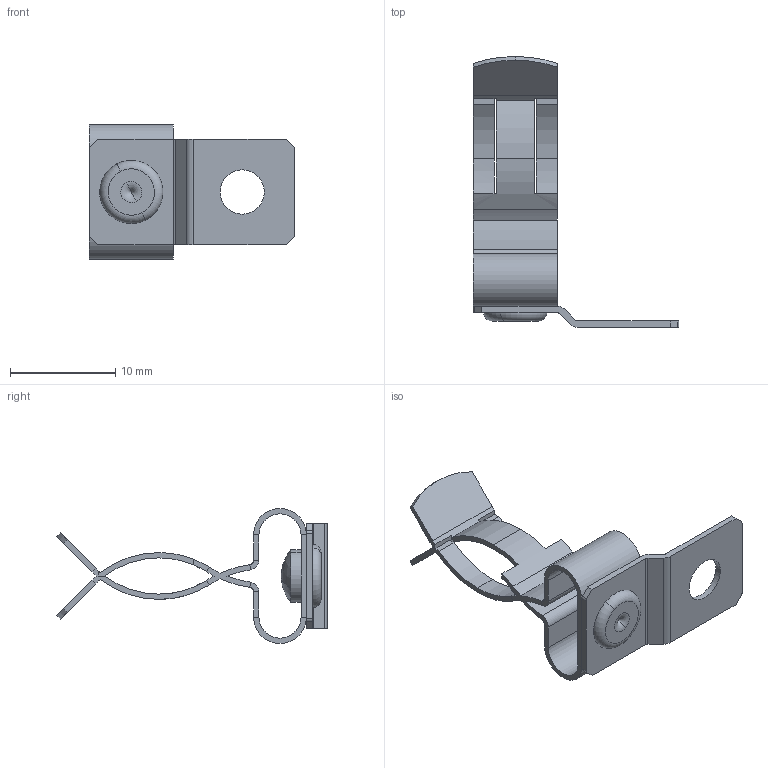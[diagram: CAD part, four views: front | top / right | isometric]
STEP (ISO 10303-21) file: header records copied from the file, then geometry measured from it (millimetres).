
FILE_DESCRIPTION (( 'STEP AP214' ), '1' );
FILE_NAME ('27246_0_SABKM12_D_M4.STEP', '2018-06-11T05:27:59', ( 'Windows-Benutzer' ), ( '' ), 'SwSTEP 2.0', 'SolidWorks 2017', '' );
FILE_SCHEMA (( 'AUTOMOTIVE_DESIGN' ));
Length unit declared in the file: millimetre
Products named in the file (1): 27246_0_SABKM12_D_M4
Bounding box: 19.52 x 25.7 x 12.8 mm (x, y, z)
Volume: 393.6 mm3; surface area: 1529.4 mm2
Topology: 3 solids, 3 shells, 131 faces, 340 edges, 210 vertices
Faces by surface type: plane 70, cylinder 55, torus 4, sphere 2
Entity records: 5497 total; most frequent: DIRECTION 738, CARTESIAN_POINT 680, ORIENTED_EDGE 676, EDGE_CURVE 338, AXIS2_PLACEMENT_3D 268, VERTEX_POINT 210, VECTOR 202, LINE 202
